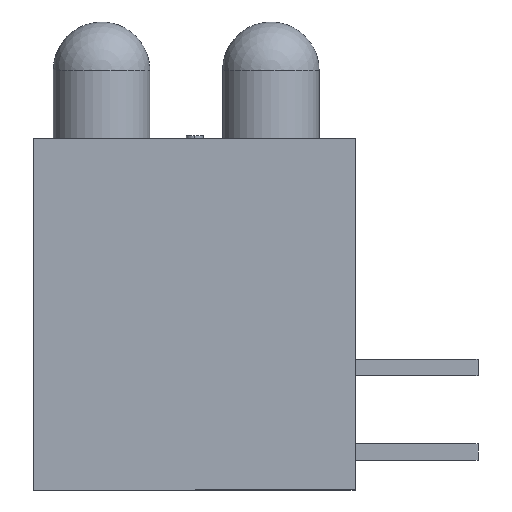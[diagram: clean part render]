
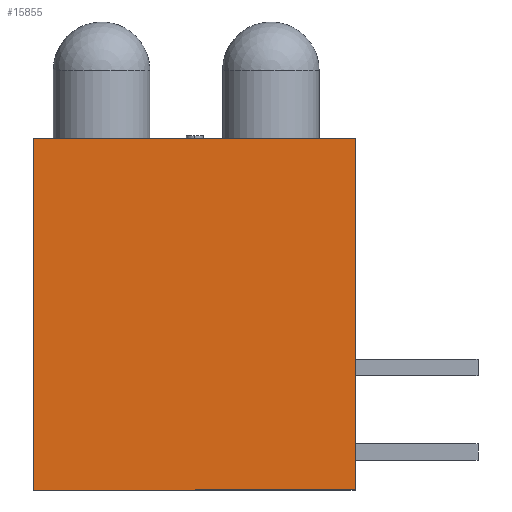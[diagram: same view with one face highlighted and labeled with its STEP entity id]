
A CAD part, left-side view. The second image highlights one B-rep face of the part: STEP entity #15855.
In plain terms, the highlighted planar face has unit normal (-1, 0, 0).
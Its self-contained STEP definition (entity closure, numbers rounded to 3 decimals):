
#8412 = CARTESIAN_POINT ( 'NONE',  ( -2.16, -4.825, 5.27 ) ) ;
#8478 = CARTESIAN_POINT ( 'NONE',  ( -2.16, 4.825, 5.27 ) ) ;
#8533 = DIRECTION ( 'NONE',  ( 0., -1., 0. ) ) ;
#8534 = VECTOR ( 'NONE', #8533, 1000. ) ;
#8535 = CARTESIAN_POINT ( 'NONE',  ( -2.16, -0.087, -5.27 ) ) ;
#8536 = LINE ( 'NONE', #8535, #8534 ) ;
#8538 = CARTESIAN_POINT ( 'NONE',  ( -2.16, -4.825, -5.27 ) ) ;
#8634 = DIRECTION ( 'NONE',  ( 0., -1., 0. ) ) ;
#8635 = VECTOR ( 'NONE', #8634, 1000. ) ;
#8636 = CARTESIAN_POINT ( 'NONE',  ( -2.16, -0.087, 5.27 ) ) ;
#8637 = LINE ( 'NONE', #8636, #8635 ) ;
#8638 = CARTESIAN_POINT ( 'NONE',  ( -2.16, 4.825, -5.27 ) ) ;
#8671 = DIRECTION ( 'NONE',  ( 0., 0., -1. ) ) ;
#8672 = VECTOR ( 'NONE', #8671, 1000. ) ;
#8673 = CARTESIAN_POINT ( 'NONE',  ( -2.16, 4.825, -12.18 ) ) ;
#8674 = LINE ( 'NONE', #8673, #8672 ) ;
#8770 = LINE ( 'NONE', #8824, #8823 ) ;
#8774 = DIRECTION ( 'NONE',  ( 0., 0., -1. ) ) ;
#8775 = DIRECTION ( 'NONE',  ( 1., 0., 0. ) ) ;
#8776 = CARTESIAN_POINT ( 'NONE',  ( -2.16, -0.087, -12.18 ) ) ;
#8777 = AXIS2_PLACEMENT_3D ( 'NONE', #8776, #8775, #8774 ) ;
#8779 = PLANE ( 'NONE',  #8777 ) ;
#8795 = FACE_OUTER_BOUND ( 'NONE', #15860, .T. ) ;
#8822 = DIRECTION ( 'NONE',  ( 0., 0., -1. ) ) ;
#8823 = VECTOR ( 'NONE', #8822, 1000. ) ;
#8824 = CARTESIAN_POINT ( 'NONE',  ( -2.16, -4.825, -12.18 ) ) ;
#15714 = VERTEX_POINT ( 'NONE', #8412 ) ;
#15735 = VERTEX_POINT ( 'NONE', #8478 ) ;
#15762 = VERTEX_POINT ( 'NONE', #8538 ) ;
#15764 = EDGE_CURVE ( 'NONE', #15804, #15762, #8536, .T. ) ;
#15804 = VERTEX_POINT ( 'NONE', #8638 ) ;
#15806 = EDGE_CURVE ( 'NONE', #15735, #15714, #8637, .T. ) ;
#15817 = EDGE_CURVE ( 'NONE', #15735, #15804, #8674, .T. ) ;
#15855 = ADVANCED_FACE ( 'NONE', ( #8795 ), #8779, .F. ) ;
#15856 = ORIENTED_EDGE ( 'NONE', *, *, #15864, .F. ) ;
#15857 = ORIENTED_EDGE ( 'NONE', *, *, #15806, .F. ) ;
#15858 = ORIENTED_EDGE ( 'NONE', *, *, #15817, .T. ) ;
#15860 = EDGE_LOOP ( 'NONE', ( #15856, #15857, #15858, #15903 ) ) ;
#15864 = EDGE_CURVE ( 'NONE', #15714, #15762, #8770, .T. ) ;
#15903 = ORIENTED_EDGE ( 'NONE', *, *, #15764, .T. ) ;
